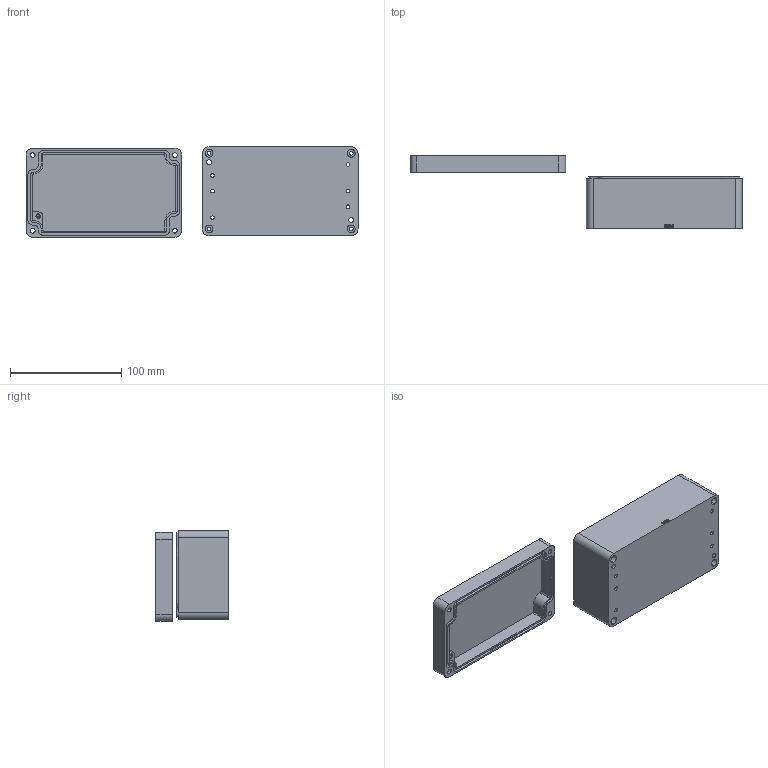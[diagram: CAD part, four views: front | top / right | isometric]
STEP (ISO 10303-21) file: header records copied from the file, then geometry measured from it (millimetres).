
FILE_DESCRIPTION (( 'STEP AP203' ), '1' );
FILE_NAME ('ZX-AL-081406_装配体.STEP', '2022-01-24T07:55:36', ( '微软用户' ), ( '微软中国' ), 'SwSTEP 2.0', 'SolidWorks 2020', '' );
FILE_SCHEMA (( 'CONFIG_CONTROL_DESIGN' ));
Length unit declared in the file: millimetre
Products named in the file (3): ZX-AL-081406_蚾饜极; ZX-AL-081406_奻; ZX-AL-081406_狟
Assembly tree (2 placements, depth 2):
  ZX-AL-081406_蚾饜极
    ZX-AL-081406_狟
    ZX-AL-081406_奻
Bounding box: 298.79 x 65.12 x 81.59 mm (x, y, z)
Volume: 175633 mm3; surface area: 101297.5 mm2
Topology: 2 solids, 2 shells, 579 faces, 1602 edges, 1059 vertices
Faces by surface type: plane 308, cylinder 124, bspline 123, cone 24
Entity records: 24387 total; most frequent: CARTESIAN_POINT 9822, ORIENTED_EDGE 3200, DIRECTION 2546, EDGE_CURVE 1600, VECTOR 1084, LINE 1084, VERTEX_POINT 1059, AXIS2_PLACEMENT_3D 731
